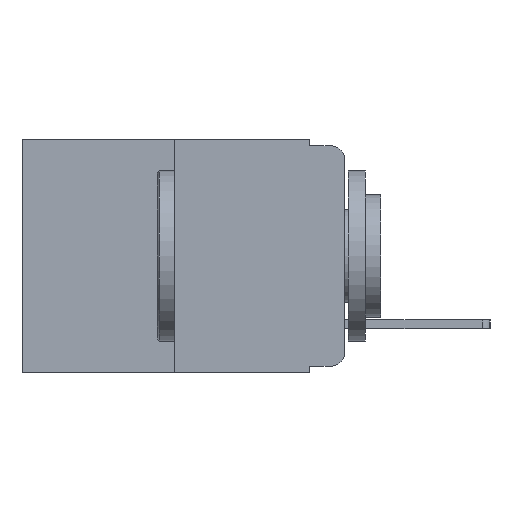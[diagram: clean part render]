
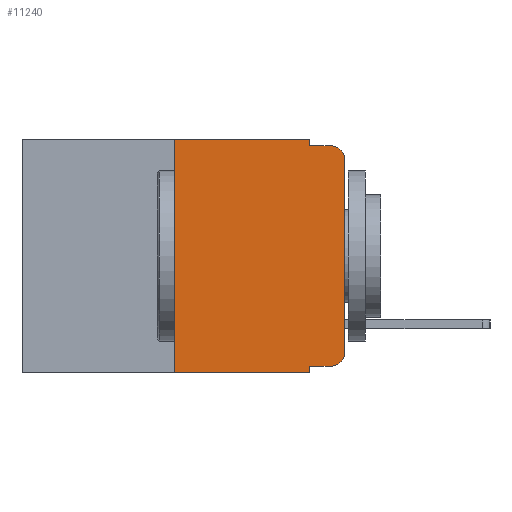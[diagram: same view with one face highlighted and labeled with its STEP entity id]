
A CAD part, left-side view. The second image highlights one B-rep face of the part: STEP entity #11240.
In plain terms, the highlighted planar face has unit normal (-1, 0, 0).
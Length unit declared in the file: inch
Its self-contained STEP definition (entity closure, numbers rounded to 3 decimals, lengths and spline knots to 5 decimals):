
#26 = VECTOR ( 'NONE', #3510, 39.37008 ) ;
#154 = DIRECTION ( 'NONE',  ( 0., -1., 0. ) ) ;
#185 = ORIENTED_EDGE ( 'NONE', *, *, #912, .T. ) ;
#289 = CARTESIAN_POINT ( 'NONE',  ( 0., 0.051, -0.343 ) ) ;
#368 = DIRECTION ( 'NONE',  ( 0., 0., -1. ) ) ;
#392 = CARTESIAN_POINT ( 'NONE',  ( 0., 0.473, 0. ) ) ;
#652 = ORIENTED_EDGE ( 'NONE', *, *, #8750, .T. ) ;
#912 = EDGE_CURVE ( 'NONE', #10790, #7215, #9918, .T. ) ;
#1017 = LINE ( 'NONE', #3729, #26 ) ;
#1412 = CARTESIAN_POINT ( 'NONE',  ( 0., 0.051, -0.333 ) ) ;
#1477 = DIRECTION ( 'NONE',  ( 1., 0., 0. ) ) ;
#1651 = EDGE_CURVE ( 'NONE', #2674, #10790, #1017, .T. ) ;
#1675 = LINE ( 'NONE', #5889, #8748 ) ;
#1809 = AXIS2_PLACEMENT_3D ( 'NONE', #2805, #2788, #2671 ) ;
#2024 = ORIENTED_EDGE ( 'NONE', *, *, #6899, .F. ) ;
#2286 = VERTEX_POINT ( 'NONE', #8870 ) ;
#2403 = CARTESIAN_POINT ( 'NONE',  ( 0., 0., -0.03 ) ) ;
#2482 = ORIENTED_EDGE ( 'NONE', *, *, #9359, .T. ) ;
#2596 = VERTEX_POINT ( 'NONE', #3012 ) ;
#2627 = CARTESIAN_POINT ( 'NONE',  ( 0., 0.25, -0.343 ) ) ;
#2671 = DIRECTION ( 'NONE',  ( 0., 0., -1. ) ) ;
#2674 = VERTEX_POINT ( 'NONE', #1412 ) ;
#2788 = DIRECTION ( 'NONE',  ( -1., 0., 0. ) ) ;
#2805 = CARTESIAN_POINT ( 'NONE',  ( 0., 0.02, -0.313 ) ) ;
#2929 = VERTEX_POINT ( 'NONE', #2403 ) ;
#3012 = CARTESIAN_POINT ( 'NONE',  ( 0., 0.051, 0. ) ) ;
#3042 = EDGE_CURVE ( 'NONE', #2674, #11847, #1675, .T. ) ;
#3460 = ORIENTED_EDGE ( 'NONE', *, *, #3042, .F. ) ;
#3469 = CARTESIAN_POINT ( 'NONE',  ( 0., 0., 0. ) ) ;
#3510 = DIRECTION ( 'NONE',  ( 0., -1., 0. ) ) ;
#3648 = CARTESIAN_POINT ( 'NONE',  ( 0., 0.02, -0.01 ) ) ;
#3729 = CARTESIAN_POINT ( 'NONE',  ( 0., 0.051, -0.333 ) ) ;
#3740 = CARTESIAN_POINT ( 'NONE',  ( 0., 0.25, 0. ) ) ;
#4008 = LINE ( 'NONE', #4116, #11600 ) ;
#4111 = AXIS2_PLACEMENT_3D ( 'NONE', #11793, #6385, #368 ) ;
#4116 = CARTESIAN_POINT ( 'NONE',  ( 0., 0.051, 0. ) ) ;
#4314 = EDGE_CURVE ( 'NONE', #10689, #11847, #10673, .T. ) ;
#4773 = ORIENTED_EDGE ( 'NONE', *, *, #4314, .T. ) ;
#5014 = VECTOR ( 'NONE', #8171, 39.37008 ) ;
#5016 = ORIENTED_EDGE ( 'NONE', *, *, #5031, .F. ) ;
#5031 = EDGE_CURVE ( 'NONE', #10689, #9880, #12328, .T. ) ;
#5087 = VECTOR ( 'NONE', #12155, 39.37008 ) ;
#5297 = CARTESIAN_POINT ( 'NONE',  ( 0., 0.051, -0.01 ) ) ;
#5485 = CARTESIAN_POINT ( 'NONE',  ( 0., 0., -0.313 ) ) ;
#5704 = FACE_OUTER_BOUND ( 'NONE', #6084, .T. ) ;
#5766 = CIRCLE ( 'NONE', #4111, 0.02 ) ;
#5788 = ORIENTED_EDGE ( 'NONE', *, *, #1651, .T. ) ;
#5889 = CARTESIAN_POINT ( 'NONE',  ( 0., 0.051, 0. ) ) ;
#6001 = VERTEX_POINT ( 'NONE', #3648 ) ;
#6084 = EDGE_LOOP ( 'NONE', ( #2482, #652, #7158, #2024, #7323, #5016, #4773, #3460, #5788, #185 ) ) ;
#6373 = DIRECTION ( 'NONE',  ( 0., 0., -1. ) ) ;
#6385 = DIRECTION ( 'NONE',  ( -1., 0., 0. ) ) ;
#6407 = PLANE ( 'NONE',  #7043 ) ;
#6899 = EDGE_CURVE ( 'NONE', #2596, #2286, #4008, .T. ) ;
#7043 = AXIS2_PLACEMENT_3D ( 'NONE', #392, #1477, #8257 ) ;
#7158 = ORIENTED_EDGE ( 'NONE', *, *, #8122, .F. ) ;
#7215 = VERTEX_POINT ( 'NONE', #5485 ) ;
#7231 = EDGE_CURVE ( 'NONE', #9880, #2596, #8246, .T. ) ;
#7323 = ORIENTED_EDGE ( 'NONE', *, *, #7231, .F. ) ;
#7342 = CARTESIAN_POINT ( 'NONE',  ( 0., 0.473, -0.343 ) ) ;
#7511 = VECTOR ( 'NONE', #154, 39.37008 ) ;
#8122 = EDGE_CURVE ( 'NONE', #2286, #6001, #10228, .T. ) ;
#8171 = DIRECTION ( 'NONE',  ( 0., 0., 1. ) ) ;
#8246 = LINE ( 'NONE', #10935, #10088 ) ;
#8257 = DIRECTION ( 'NONE',  ( 0., 0., -1. ) ) ;
#8298 = VECTOR ( 'NONE', #10844, 39.37008 ) ;
#8748 = VECTOR ( 'NONE', #6373, 39.37008 ) ;
#8750 = EDGE_CURVE ( 'NONE', #2929, #6001, #5766, .T. ) ;
#8870 = CARTESIAN_POINT ( 'NONE',  ( 0., 0.051, -0.01 ) ) ;
#8969 = CARTESIAN_POINT ( 'NONE',  ( 0., 0.25, 0. ) ) ;
#9359 = EDGE_CURVE ( 'NONE', #7215, #2929, #12258, .T. ) ;
#9880 = VERTEX_POINT ( 'NONE', #8969 ) ;
#9918 = CIRCLE ( 'NONE', #1809, 0.02 ) ;
#10088 = VECTOR ( 'NONE', #10973, 39.37008 ) ;
#10228 = LINE ( 'NONE', #5297, #7511 ) ;
#10673 = LINE ( 'NONE', #7342, #8298 ) ;
#10689 = VERTEX_POINT ( 'NONE', #2627 ) ;
#10790 = VERTEX_POINT ( 'NONE', #11860 ) ;
#10844 = DIRECTION ( 'NONE',  ( 0., -1., 0. ) ) ;
#10935 = CARTESIAN_POINT ( 'NONE',  ( 0., 0.473, 0. ) ) ;
#10973 = DIRECTION ( 'NONE',  ( 0., -1., 0. ) ) ;
#11240 = ADVANCED_FACE ( 'NONE', ( #5704 ), #6407, .F. ) ;
#11433 = DIRECTION ( 'NONE',  ( 0., 0., -1. ) ) ;
#11600 = VECTOR ( 'NONE', #11433, 39.37008 ) ;
#11793 = CARTESIAN_POINT ( 'NONE',  ( 0., 0.02, -0.03 ) ) ;
#11847 = VERTEX_POINT ( 'NONE', #289 ) ;
#11860 = CARTESIAN_POINT ( 'NONE',  ( 0., 0.02, -0.333 ) ) ;
#12155 = DIRECTION ( 'NONE',  ( 0., 0., 1. ) ) ;
#12258 = LINE ( 'NONE', #3469, #5014 ) ;
#12328 = LINE ( 'NONE', #3740, #5087 ) ;
